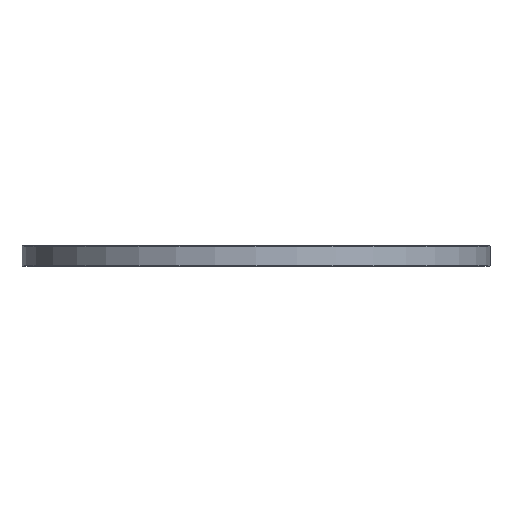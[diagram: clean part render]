
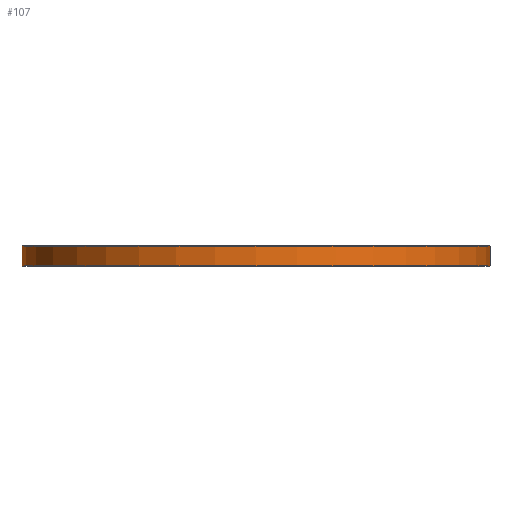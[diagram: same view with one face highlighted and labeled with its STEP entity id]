
A CAD part, front view. The second image highlights one B-rep face of the part: STEP entity #107.
In plain terms, the highlighted cylindrical face has radius 114.6 mm (diameter 229.2 mm), a full revolution.
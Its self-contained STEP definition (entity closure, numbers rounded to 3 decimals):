
#29=CYLINDRICAL_SURFACE('',#1710,114.6);
#107=ADVANCED_FACE('',(#219,#220),#29,.T.);
#219=FACE_BOUND('',#429,.T.);
#220=FACE_BOUND('',#430,.T.);
#429=EDGE_LOOP('',(#639));
#430=EDGE_LOOP('',(#640));
#639=ORIENTED_EDGE('',*,*,#953,.T.);
#640=ORIENTED_EDGE('',*,*,#954,.T.);
#848=VERTEX_POINT('',#2492);
#849=VERTEX_POINT('',#2494);
#953=EDGE_CURVE('',#848,#848,#1094,.T.);
#954=EDGE_CURVE('',#849,#849,#1095,.T.);
#1094=CIRCLE('',#1708,114.6);
#1095=CIRCLE('',#1709,114.6);
#1708=AXIS2_PLACEMENT_3D('',#2491,#2040,#2041);
#1709=AXIS2_PLACEMENT_3D('',#2493,#2042,#2043);
#1710=AXIS2_PLACEMENT_3D('',#2495,#2044,#2045);
#2040=DIRECTION('',(0.,0.,1.));
#2041=DIRECTION('',(-1.,0.,0.));
#2042=DIRECTION('',(0.,0.,-1.));
#2043=DIRECTION('',(1.,0.,0.));
#2044=DIRECTION('',(0.,0.,-1.));
#2045=DIRECTION('',(-1.,0.,0.));
#2491=CARTESIAN_POINT('',(0.,0.,0.2));
#2492=CARTESIAN_POINT('',(-114.6,0.,0.2));
#2493=CARTESIAN_POINT('',(0.,0.,9.8));
#2494=CARTESIAN_POINT('',(114.6,0.,9.8));
#2495=CARTESIAN_POINT('',(0.,0.,0.));
